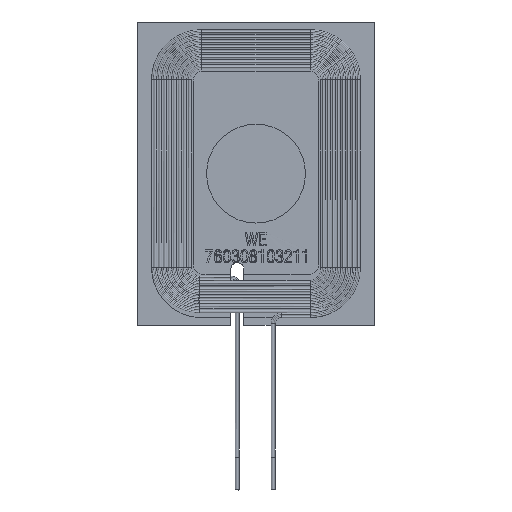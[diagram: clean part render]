
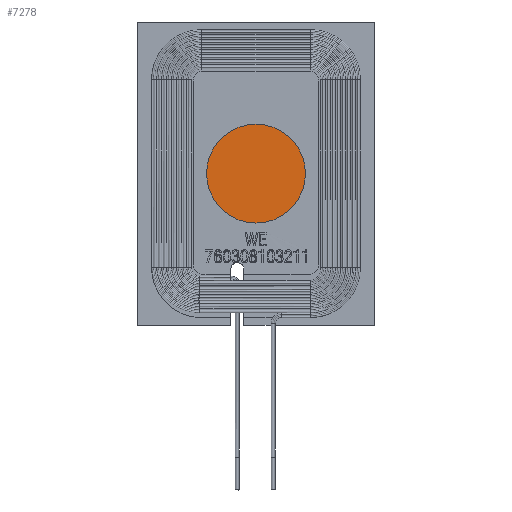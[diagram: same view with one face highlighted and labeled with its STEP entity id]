
A CAD part, top view. The second image highlights one B-rep face of the part: STEP entity #7278.
In plain terms, the highlighted planar face has unit normal (0, 0, 1).
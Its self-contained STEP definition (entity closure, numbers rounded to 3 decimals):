
#2994=ORIENTED_EDGE('',*,*,#4444,.T.);
#4444=EDGE_CURVE('',#5256,#5256,#5794,.T.);
#5256=VERTEX_POINT('',#14815);
#5794=CIRCLE('',#10155,7.5);
#6136=EDGE_LOOP('',(#2994));
#6641=FACE_BOUND('',#6136,.T.);
#6842=PLANE('',#10154);
#7278=ADVANCED_FACE('',(#6641),#6842,.T.);
#10154=AXIS2_PLACEMENT_3D('',#14813,#11707,#11708);
#10155=AXIS2_PLACEMENT_3D('',#14814,#11709,#11710);
#11707=DIRECTION('',(0.,0.,1.));
#11708=DIRECTION('',(1.,0.,0.));
#11709=DIRECTION('',(0.,0.,1.));
#11710=DIRECTION('',(1.,0.,0.));
#14813=CARTESIAN_POINT('',(0.,0.,0.208));
#14814=CARTESIAN_POINT('',(0.,0.,0.208));
#14815=CARTESIAN_POINT('',(7.5,0.,0.208));
